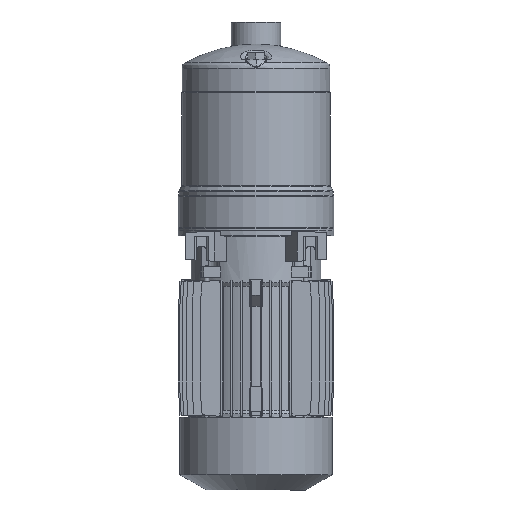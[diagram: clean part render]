
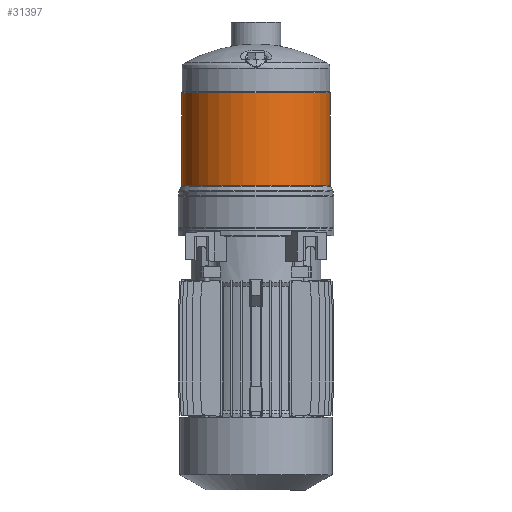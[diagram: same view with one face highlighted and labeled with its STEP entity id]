
A CAD part, front view. The second image highlights one B-rep face of the part: STEP entity #31397.
In plain terms, the highlighted cylindrical face has radius 76.5 mm (diameter 153 mm), a full revolution.
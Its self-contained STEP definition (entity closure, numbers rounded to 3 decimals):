
#30894=CARTESIAN_POINT('',(0.,76.5,76.084));
#30895=VERTEX_POINT('',#30894);
#30903=CARTESIAN_POINT('',(0.,-76.5,76.084));
#30904=VERTEX_POINT('',#30903);
#30905=CARTESIAN_POINT('',(0.,0.,76.084));
#30906=DIRECTION('',(0.,0.,-1.0));
#30907=DIRECTION('',(0.,1.0,0.));
#30908=AXIS2_PLACEMENT_3D('',#30905,#30906,#30907);
#30909=CIRCLE('',#30908,76.5);
#30910=EDGE_CURVE('',#30904,#30895,#30909,.T.);
#30912=CARTESIAN_POINT('',(0.,0.,76.084));
#30913=DIRECTION('',(0.,0.,-1.0));
#30914=DIRECTION('',(0.,1.0,0.));
#30915=AXIS2_PLACEMENT_3D('',#30912,#30913,#30914);
#30916=CIRCLE('',#30915,76.5);
#30917=EDGE_CURVE('',#30895,#30904,#30916,.T.);
#31136=CARTESIAN_POINT('',(0.,76.5,20.499));
#31137=VERTEX_POINT('',#31136);
#31145=CARTESIAN_POINT('',(0.,76.5,-18.501));
#31146=VERTEX_POINT('',#31145);
#31147=CARTESIAN_POINT('',(0.,76.5,20.499));
#31148=CARTESIAN_POINT('',(1.767,76.5,20.499));
#31149=CARTESIAN_POINT('',(5.115,76.381,20.021));
#31150=CARTESIAN_POINT('',(9.342,75.957,18.194));
#31151=CARTESIAN_POINT('',(12.686,75.459,15.76));
#31152=CARTESIAN_POINT('',(15.383,74.952,12.831));
#31153=CARTESIAN_POINT('',(17.273,74.529,9.628));
#31154=CARTESIAN_POINT('',(18.411,74.253,6.522));
#31155=CARTESIAN_POINT('',(19.073,74.085,3.409));
#31156=CARTESIAN_POINT('',(19.222,74.045,-0.144));
#31157=CARTESIAN_POINT('',(18.595,74.208,-4.129));
#31158=CARTESIAN_POINT('',(17.113,74.57,-8.06));
#31159=CARTESIAN_POINT('',(14.793,75.073,-11.605));
#31160=CARTESIAN_POINT('',(11.716,75.622,-14.611));
#31161=CARTESIAN_POINT('',(8.185,76.093,-16.796));
#31162=CARTESIAN_POINT('',(4.185,76.421,-18.184));
#31163=CARTESIAN_POINT('',(1.432,76.5,-18.501));
#31164=CARTESIAN_POINT('',(0.,76.5,-18.501));
#31165=B_SPLINE_CURVE_WITH_KNOTS('',3,(#31147,#31148,#31149,#31150,#31151,#31152,#31153,#31154,#31155,#31156,#31157,#31158,#31159,#31160,#31161,#31162,#31163,#31164),.UNSPECIFIED.,.F.,.U.,(4,1,1,1,1,1,1,1,1,1,1,1,1,1,1,4),(0.0,5.404,10.246,13.992,18.007,22.337,25.211,27.96,31.883,35.823,40.012,44.493,48.616,53.085,57.128,61.507),.UNSPECIFIED.);
#31166=EDGE_CURVE('',#31137,#31146,#31165,.T.);
#31329=CARTESIAN_POINT('',(0.,76.5,-18.501));
#31330=CARTESIAN_POINT('',(-1.753,76.5,-18.501));
#31331=CARTESIAN_POINT('',(-5.082,76.383,-18.031));
#31332=CARTESIAN_POINT('',(-9.294,75.963,-16.223));
#31333=CARTESIAN_POINT('',(-12.639,75.467,-13.805));
#31334=CARTESIAN_POINT('',(-15.334,74.962,-10.897));
#31335=CARTESIAN_POINT('',(-17.224,74.541,-7.725));
#31336=CARTESIAN_POINT('',(-18.37,74.263,-4.66));
#31337=CARTESIAN_POINT('',(-19.052,74.09,-1.574));
#31338=CARTESIAN_POINT('',(-19.232,74.043,1.964));
#31339=CARTESIAN_POINT('',(-18.642,74.196,5.941));
#31340=CARTESIAN_POINT('',(-17.201,74.549,9.88));
#31341=CARTESIAN_POINT('',(-14.925,75.047,13.44));
#31342=CARTESIAN_POINT('',(-11.899,75.593,16.458));
#31343=CARTESIAN_POINT('',(-8.487,76.057,18.633));
#31344=CARTESIAN_POINT('',(-4.453,76.408,20.131));
#31345=CARTESIAN_POINT('',(-1.601,76.5,20.499));
#31346=CARTESIAN_POINT('',(0.,76.5,20.499));
#31347=B_SPLINE_CURVE_WITH_KNOTS('',3,(#31329,#31330,#31331,#31332,#31333,#31334,#31335,#31336,#31337,#31338,#31339,#31340,#31341,#31342,#31343,#31344,#31345,#31346),.UNSPECIFIED.,.F.,.U.,(4,1,1,1,1,1,1,1,1,1,1,1,1,1,1,4),(0.0,5.361,10.186,13.929,17.936,22.229,25.07,27.787,31.708,35.643,39.795,44.296,48.397,52.782,56.609,61.507),.UNSPECIFIED.);
#31348=EDGE_CURVE('',#31146,#31137,#31347,.T.);
#31354=CARTESIAN_POINT('',(0.,0.,-19.903));
#31355=DIRECTION('',(0.,0.,-1.0));
#31356=DIRECTION('',(0.,1.0,0.));
#31357=AXIS2_PLACEMENT_3D('',#31354,#31355,#31356);
#31358=CYLINDRICAL_SURFACE('',#31357,76.5);
#31359=CARTESIAN_POINT('',(0.,76.5,20.499));
#31360=DIRECTION('',(0.0,0.0,1.0));
#31361=VECTOR('',#31360,55.586);
#31362=LINE('',#31359,#31361);
#31363=EDGE_CURVE('',#31137,#30895,#31362,.T.);
#31364=ORIENTED_EDGE('',*,*,#31363,.T.);
#31365=ORIENTED_EDGE('',*,*,#30917,.T.);
#31366=ORIENTED_EDGE('',*,*,#30910,.T.);
#31367=ORIENTED_EDGE('',*,*,#31363,.F.);
#31368=ORIENTED_EDGE('',*,*,#31348,.F.);
#31369=CARTESIAN_POINT('',(0.,76.5,-19.501));
#31370=VERTEX_POINT('',#31369);
#31371=CARTESIAN_POINT('',(0.,76.5,-19.501));
#31372=DIRECTION('',(0.0,0.0,1.0));
#31373=VECTOR('',#31372,1.0);
#31374=LINE('',#31371,#31373);
#31375=EDGE_CURVE('',#31370,#31146,#31374,.T.);
#31376=ORIENTED_EDGE('',*,*,#31375,.F.);
#31377=CARTESIAN_POINT('',(0.,-76.5,-19.501));
#31378=VERTEX_POINT('',#31377);
#31379=CARTESIAN_POINT('',(0.,0.,-19.501));
#31380=DIRECTION('',(0.,0.,-1.0));
#31381=DIRECTION('',(0.,1.0,0.));
#31382=AXIS2_PLACEMENT_3D('',#31379,#31380,#31381);
#31383=CIRCLE('',#31382,76.5);
#31384=EDGE_CURVE('',#31378,#31370,#31383,.T.);
#31385=ORIENTED_EDGE('',*,*,#31384,.F.);
#31386=CARTESIAN_POINT('',(0.,0.,-19.501));
#31387=DIRECTION('',(0.,0.,-1.0));
#31388=DIRECTION('',(0.,1.0,0.));
#31389=AXIS2_PLACEMENT_3D('',#31386,#31387,#31388);
#31390=CIRCLE('',#31389,76.5);
#31391=EDGE_CURVE('',#31370,#31378,#31390,.T.);
#31392=ORIENTED_EDGE('',*,*,#31391,.F.);
#31393=ORIENTED_EDGE('',*,*,#31375,.T.);
#31394=ORIENTED_EDGE('',*,*,#31166,.F.);
#31395=EDGE_LOOP('',(#31364,#31365,#31366,#31367,#31368,#31376,#31385,#31392,#31393,#31394));
#31396=FACE_OUTER_BOUND('',#31395,.T.);
#31397=ADVANCED_FACE('',(#31396),#31358,.T.);
